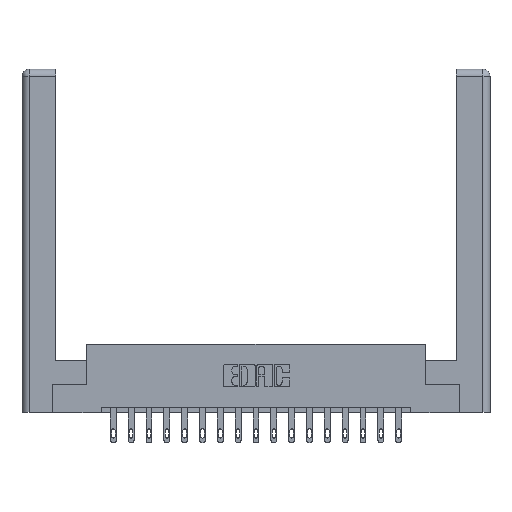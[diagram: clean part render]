
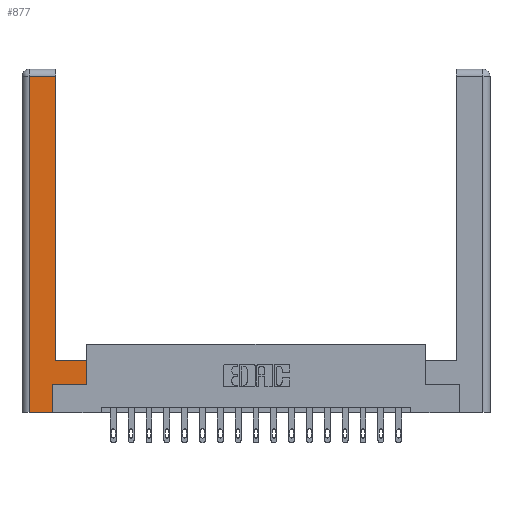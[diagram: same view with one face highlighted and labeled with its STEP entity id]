
A CAD part, top view. The second image highlights one B-rep face of the part: STEP entity #877.
In plain terms, the highlighted planar face has unit normal (0, 0, 1).
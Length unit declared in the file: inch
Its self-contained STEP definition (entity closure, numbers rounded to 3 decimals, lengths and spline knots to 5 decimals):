
#366 = DIRECTION ( 'NONE',  ( 0., 1., 0. ) ) ;
#456 = VECTOR ( 'NONE', #4236, 39.37008 ) ;
#725 = EDGE_CURVE ( 'NONE', #8226, #2006, #1676, .T. ) ;
#781 = CARTESIAN_POINT ( 'NONE',  ( 0.0615, 0., 0. ) ) ;
#815 = CARTESIAN_POINT ( 'NONE',  ( 0.265, 0.245, 0. ) ) ;
#877 = ADVANCED_FACE ( 'NONE', ( #5545 ), #2256, .F. ) ;
#899 = CARTESIAN_POINT ( 'NONE',  ( 0., 0., 0. ) ) ;
#939 = EDGE_CURVE ( 'NONE', #6321, #10104, #6212, .T. ) ;
#972 = DIRECTION ( 'NONE',  ( 0., 0., -1. ) ) ;
#1312 = VERTEX_POINT ( 'NONE', #8252 ) ;
#1676 = LINE ( 'NONE', #10910, #13358 ) ;
#2006 = VERTEX_POINT ( 'NONE', #15708 ) ;
#2091 = DIRECTION ( 'NONE',  ( -1., 0., 0. ) ) ;
#2256 = PLANE ( 'NONE',  #18797 ) ;
#2283 = VECTOR ( 'NONE', #3057, 39.37008 ) ;
#2372 = ORIENTED_EDGE ( 'NONE', *, *, #9105, .T. ) ;
#2381 = CARTESIAN_POINT ( 'NONE',  ( 0.0615, 2.94, 0. ) ) ;
#2507 = DIRECTION ( 'NONE',  ( -1., 0., 0. ) ) ;
#2665 = VERTEX_POINT ( 'NONE', #18405 ) ;
#2692 = LINE ( 'NONE', #3261, #10472 ) ;
#2978 = LINE ( 'NONE', #11804, #2283 ) ;
#3057 = DIRECTION ( 'NONE',  ( 1., 0., 0. ) ) ;
#3261 = CARTESIAN_POINT ( 'NONE',  ( 0.565, 0.45, 0. ) ) ;
#3282 = LINE ( 'NONE', #17331, #17296 ) ;
#4236 = DIRECTION ( 'NONE',  ( 0., 1., 0. ) ) ;
#4616 = EDGE_LOOP ( 'NONE', ( #8500, #9370, #7403, #15538, #17253, #5047, #18289, #2372 ) ) ;
#4956 = CARTESIAN_POINT ( 'NONE',  ( 0.0615, 2.94, 0. ) ) ;
#5047 = ORIENTED_EDGE ( 'NONE', *, *, #5307, .T. ) ;
#5302 = DIRECTION ( 'NONE',  ( -1., 0., 0. ) ) ;
#5307 = EDGE_CURVE ( 'NONE', #7827, #1312, #11912, .T. ) ;
#5350 = CARTESIAN_POINT ( 'NONE',  ( 0.565, 0.245, 0. ) ) ;
#5464 = EDGE_CURVE ( 'NONE', #10104, #2665, #2978, .T. ) ;
#5545 = FACE_OUTER_BOUND ( 'NONE', #4616, .T. ) ;
#6212 = LINE ( 'NONE', #781, #13111 ) ;
#6321 = VERTEX_POINT ( 'NONE', #2381 ) ;
#7403 = ORIENTED_EDGE ( 'NONE', *, *, #939, .T. ) ;
#7530 = VECTOR ( 'NONE', #11078, 39.37008 ) ;
#7560 = CARTESIAN_POINT ( 'NONE',  ( 0.565, 0.45, 0. ) ) ;
#7827 = VERTEX_POINT ( 'NONE', #815 ) ;
#8226 = VERTEX_POINT ( 'NONE', #10558 ) ;
#8252 = CARTESIAN_POINT ( 'NONE',  ( 0.565, 0.245, 0. ) ) ;
#8500 = ORIENTED_EDGE ( 'NONE', *, *, #725, .T. ) ;
#9105 = EDGE_CURVE ( 'NONE', #13774, #8226, #3282, .T. ) ;
#9370 = ORIENTED_EDGE ( 'NONE', *, *, #15064, .T. ) ;
#9668 = DIRECTION ( 'NONE',  ( 0., -1., 0. ) ) ;
#9974 = CARTESIAN_POINT ( 'NONE',  ( 0.0615, 0., 0. ) ) ;
#10008 = CARTESIAN_POINT ( 'NONE',  ( 0.265, 0.245, 0. ) ) ;
#10104 = VERTEX_POINT ( 'NONE', #9974 ) ;
#10472 = VECTOR ( 'NONE', #366, 39.37008 ) ;
#10558 = CARTESIAN_POINT ( 'NONE',  ( 0.295, 0.45, 0. ) ) ;
#10910 = CARTESIAN_POINT ( 'NONE',  ( 0.295, 3., 0. ) ) ;
#10996 = EDGE_CURVE ( 'NONE', #2665, #7827, #18809, .T. ) ;
#11078 = DIRECTION ( 'NONE',  ( 1., 0., 0. ) ) ;
#11753 = VECTOR ( 'NONE', #2091, 39.37008 ) ;
#11804 = CARTESIAN_POINT ( 'NONE',  ( 0.265, 0., 0. ) ) ;
#11912 = LINE ( 'NONE', #5350, #7530 ) ;
#12176 = DIRECTION ( 'NONE',  ( 0., 1., 0. ) ) ;
#13111 = VECTOR ( 'NONE', #9668, 39.37008 ) ;
#13358 = VECTOR ( 'NONE', #12176, 39.37008 ) ;
#13774 = VERTEX_POINT ( 'NONE', #7560 ) ;
#15064 = EDGE_CURVE ( 'NONE', #2006, #6321, #18436, .T. ) ;
#15538 = ORIENTED_EDGE ( 'NONE', *, *, #5464, .T. ) ;
#15708 = CARTESIAN_POINT ( 'NONE',  ( 0.295, 2.94, 0. ) ) ;
#17253 = ORIENTED_EDGE ( 'NONE', *, *, #10996, .T. ) ;
#17296 = VECTOR ( 'NONE', #5302, 39.37008 ) ;
#17331 = CARTESIAN_POINT ( 'NONE',  ( 0.295, 0.45, 0. ) ) ;
#18161 = EDGE_CURVE ( 'NONE', #1312, #13774, #2692, .T. ) ;
#18289 = ORIENTED_EDGE ( 'NONE', *, *, #18161, .T. ) ;
#18405 = CARTESIAN_POINT ( 'NONE',  ( 0.265, 0., 0. ) ) ;
#18436 = LINE ( 'NONE', #4956, #11753 ) ;
#18797 = AXIS2_PLACEMENT_3D ( 'NONE', #899, #972, #2507 ) ;
#18809 = LINE ( 'NONE', #10008, #456 ) ;
